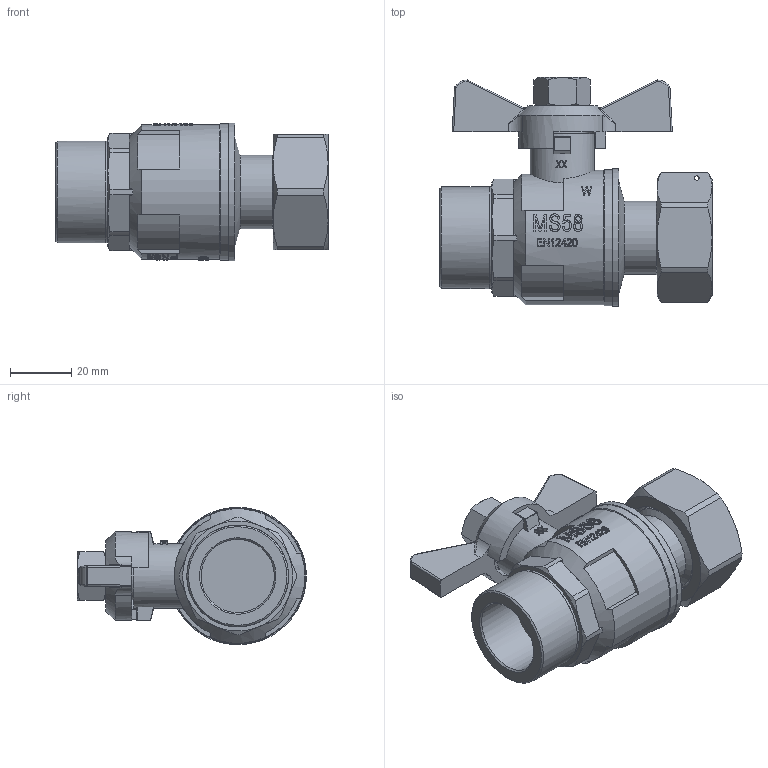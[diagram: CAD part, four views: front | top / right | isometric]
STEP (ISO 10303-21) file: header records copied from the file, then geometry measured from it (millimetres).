
FILE_DESCRIPTION(/* description */ ('Unknown'),/* implementation_level */ '2;1');
FILE_NAME(/* name */ '709-66',/* time_stamp */ '2022-07-22T10:50:29+02:00',/* author */ ('Unknown'),/* organization */ ('Unknown'),/* preprocessor_version */ 'ST-DEVELOPER v16.7',/* originating_system */ 'Solid Edge',/* authorisation */ 'Unknown');
FILE_SCHEMA (('AUTOMOTIVE_DESIGN {1 0 10303 214 3 1 1}'));
Length unit declared in the file: millimetre
Products named in the file (13): 709-66; 709-66_Körper zus._oa_0; 620_1_Körper; Verschraubung; 724-66-Zusammenbau; _berwurfmutter; Speerring; Dichtung; 1; 708-1-Spindel-co_oa_1; Mutter; Spindel; Stopfbuchse
Assembly tree (12 placements, depth 4):
  709-66
    709-66_Körper zus._oa_0
      620_1_Körper
      Verschraubung
      724-66-Zusammenbau
        _berwurfmutter
        Speerring
        Dichtung
    1
    708-1-Spindel-co_oa_1
      Mutter
      Spindel
      Stopfbuchse
Bounding box: 89 x 74.9 x 45 mm (x, y, z)
Volume: 58212.1 mm3; surface area: 38947.8 mm2
Topology: 9 solids, 9 shells, 1242 faces, 3431 edges, 2259 vertices
Faces by surface type: plane 1043, cylinder 123, cone 52, bspline 14, sphere 8, torus 2
Full cylindrical faces by diameter (mm): 1.5 x1, 8.5 x1, 8.9 x1, 12 x2, 12.1 x1, 12.5 x1, 14 x1, 14.5 x1, 16 x1, 16.5 x1, 18 x1, 20 x1, 21 x1, 22 x1, 22.5 x1, 24 x2, 28 x1, 30.2 x1, 30.291 x1, 30.3 x2, 30.5 x1, 31 x1, 32 x1, 32.3 x1, 33.249 x1, 33.26 x1, 38.5 x1, 39 x1, 40.5 x1, 44 x1
Entity records: 51754 total; most frequent: CARTESIAN_POINT 11225, DIRECTION 7603, ORIENTED_EDGE 6678, EDGE_CURVE 3339, AXIS2_PLACEMENT_3D 3148, VERTEX_POINT 2234, ELLIPSE 1522, EDGE_LOOP 1379
